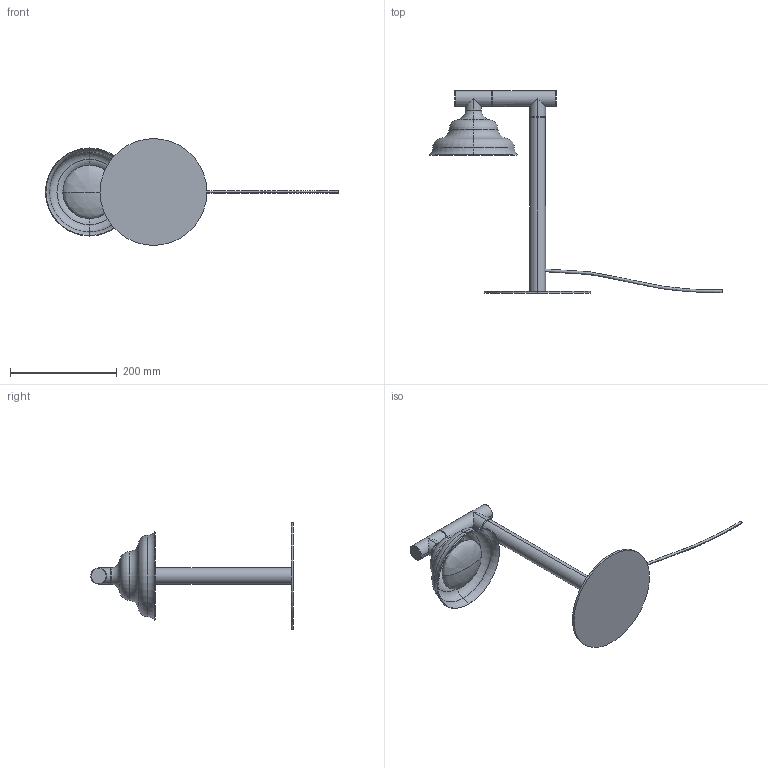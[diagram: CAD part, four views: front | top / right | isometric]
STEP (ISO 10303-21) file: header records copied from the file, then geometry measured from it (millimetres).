
FILE_DESCRIPTION (( 'STEP AP203' ), '1' );
FILE_NAME ('2024 01 15 FALA klosz S - Sto³owa 2.STEP', '2024-03-06T15:47:00', ( '' ), ( '' ), 'SwSTEP 2.0', 'SolidWorks 2019', '' );
FILE_SCHEMA (( 'CONFIG_CONTROL_DESIGN' ));
Length unit declared in the file: millimetre
Products named in the file (1): 2024 01 15 FALA klosz S  - Sto³owa 2
Bounding box: 549.26 x 380.21 x 200 mm (x, y, z)
Volume: 730492.5 mm3; surface area: 220667.1 mm2
Topology: 8 solids, 8 shells, 70 faces, 137 edges, 81 vertices
Faces by surface type: torus 36, plane 15, cylinder 13, bspline 4, cone 2
Entity records: 2094 total; most frequent: CARTESIAN_POINT 553, DIRECTION 365, ORIENTED_EDGE 270, AXIS2_PLACEMENT_3D 173, EDGE_CURVE 135, CIRCLE 106, VERTEX_POINT 81, ADVANCED_FACE 70
